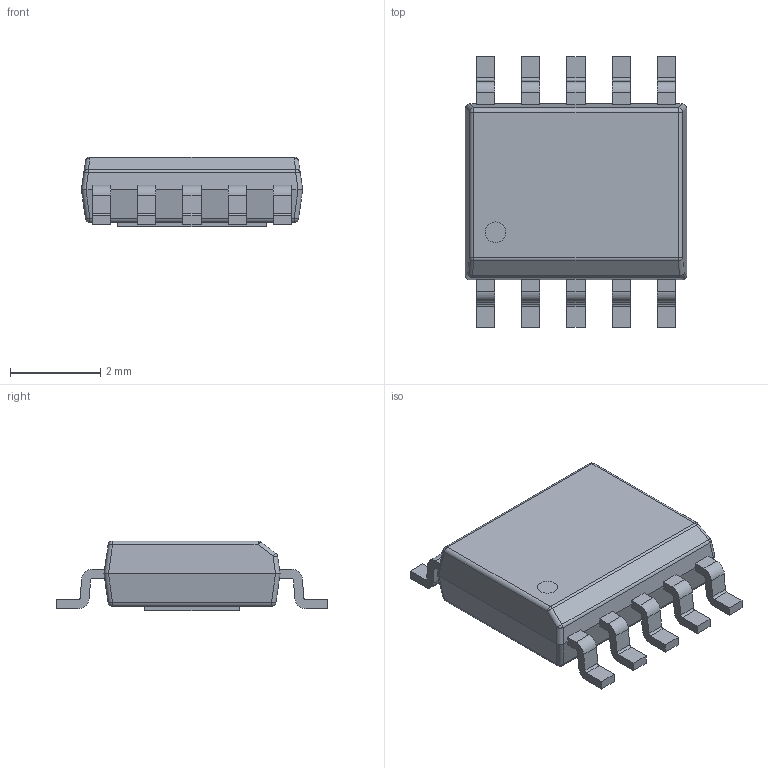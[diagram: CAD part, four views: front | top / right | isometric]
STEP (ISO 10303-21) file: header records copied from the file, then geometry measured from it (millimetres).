
FILE_DESCRIPTION (( 'STEP AP214' ), '1' );
FILE_NAME ('ESSOP-10.STEP', '2025-06-27T10:47:09', ( '' ), ( '' ), 'SwSTEP 2.0', 'SolidWorks 2025', '' );
FILE_SCHEMA (( 'AUTOMOTIVE_DESIGN' ));
Length unit declared in the file: millimetre
Products named in the file (1): ESSOP-10
Bounding box: 4.9 x 6 x 1.55 mm (x, y, z)
Volume: 28.1 mm3; surface area: 77.9 mm2
Topology: 1 solids, 1 shells, 178 faces, 484 edges, 310 vertices
Faces by surface type: plane 107, cylinder 61, sphere 10
Entity records: 7508 total; most frequent: CARTESIAN_POINT 991, ORIENTED_EDGE 968, DIRECTION 950, EDGE_CURVE 484, LINE 364, VECTOR 364, VERTEX_POINT 310, AXIS2_PLACEMENT_3D 293
